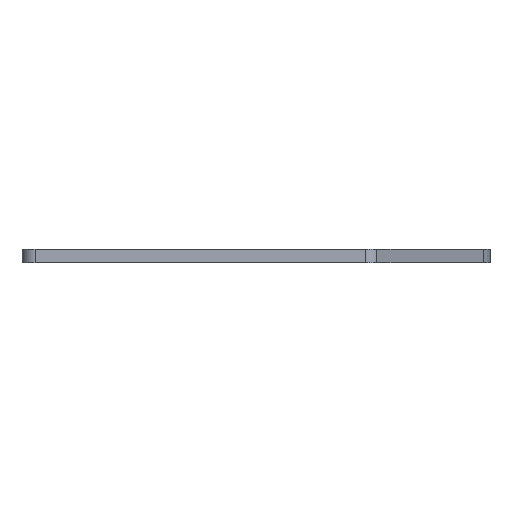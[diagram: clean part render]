
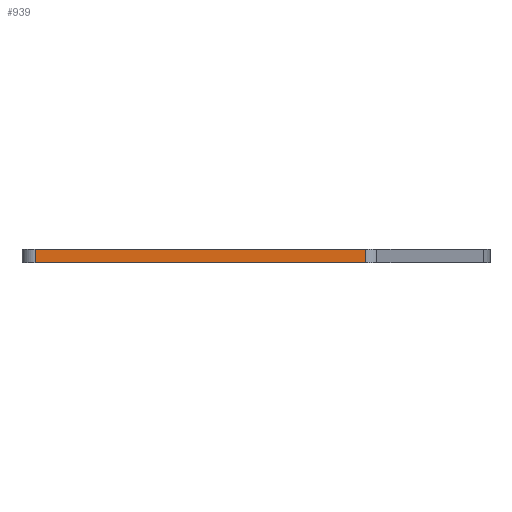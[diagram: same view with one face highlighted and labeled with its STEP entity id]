
A CAD part, front view. The second image highlights one B-rep face of the part: STEP entity #939.
In plain terms, the highlighted planar face has unit normal (0, -1, 0).
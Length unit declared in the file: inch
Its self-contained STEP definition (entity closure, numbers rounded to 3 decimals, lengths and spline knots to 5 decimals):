
#86 = DIRECTION ( 'NONE',  ( 0., 0., -1. ) ) ;
#126 = EDGE_CURVE ( 'NONE', #4928, #3288, #4333, .T. ) ;
#149 = VECTOR ( 'NONE', #3437, 39.37008 ) ;
#394 = VECTOR ( 'NONE', #1526, 39.37008 ) ;
#555 = EDGE_LOOP ( 'NONE', ( #736, #4108, #1983, #819 ) ) ;
#645 = VECTOR ( 'NONE', #86, 39.37008 ) ;
#679 = CARTESIAN_POINT ( 'NONE',  ( 3.5, 3.943, -0.25 ) ) ;
#697 = DIRECTION ( 'NONE',  ( 0., 0., -1. ) ) ;
#736 = ORIENTED_EDGE ( 'NONE', *, *, #1401, .T. ) ;
#738 = AXIS2_PLACEMENT_3D ( 'NONE', #679, #3523, #697 ) ;
#819 = ORIENTED_EDGE ( 'NONE', *, *, #4325, .T. ) ;
#939 = ADVANCED_FACE ( 'NONE', ( #1523 ), #5087, .T. ) ;
#1277 = LINE ( 'NONE', #3587, #645 ) ;
#1401 = EDGE_CURVE ( 'NONE', #5040, #5065, #1795, .T. ) ;
#1523 = FACE_OUTER_BOUND ( 'NONE', #555, .T. ) ;
#1526 = DIRECTION ( 'NONE',  ( 1., 0., 0. ) ) ;
#1594 = CARTESIAN_POINT ( 'NONE',  ( 10.09808, 3.943, -0.25 ) ) ;
#1795 = LINE ( 'NONE', #4946, #149 ) ;
#1930 = CARTESIAN_POINT ( 'NONE',  ( 3.5, 3.943, 0. ) ) ;
#1983 = ORIENTED_EDGE ( 'NONE', *, *, #126, .F. ) ;
#2045 = LINE ( 'NONE', #3688, #2800 ) ;
#2523 = DIRECTION ( 'NONE',  ( 0., 0., 1. ) ) ;
#2800 = VECTOR ( 'NONE', #2523, 39.37008 ) ;
#2991 = CARTESIAN_POINT ( 'NONE',  ( 3.75, 3.943, 0. ) ) ;
#3288 = VERTEX_POINT ( 'NONE', #4768 ) ;
#3437 = DIRECTION ( 'NONE',  ( 1., 0., 0. ) ) ;
#3523 = DIRECTION ( 'NONE',  ( 0., -1., 0. ) ) ;
#3587 = CARTESIAN_POINT ( 'NONE',  ( 3.75, 3.943, -0.25 ) ) ;
#3688 = CARTESIAN_POINT ( 'NONE',  ( 10.09808, 3.943, -0.25 ) ) ;
#4108 = ORIENTED_EDGE ( 'NONE', *, *, #4249, .T. ) ;
#4249 = EDGE_CURVE ( 'NONE', #5065, #3288, #2045, .T. ) ;
#4325 = EDGE_CURVE ( 'NONE', #4928, #5040, #1277, .T. ) ;
#4333 = LINE ( 'NONE', #1930, #394 ) ;
#4765 = CARTESIAN_POINT ( 'NONE',  ( 3.75, 3.943, -0.25 ) ) ;
#4768 = CARTESIAN_POINT ( 'NONE',  ( 10.09808, 3.943, 0. ) ) ;
#4928 = VERTEX_POINT ( 'NONE', #2991 ) ;
#4946 = CARTESIAN_POINT ( 'NONE',  ( 3.5, 3.943, -0.25 ) ) ;
#5040 = VERTEX_POINT ( 'NONE', #4765 ) ;
#5065 = VERTEX_POINT ( 'NONE', #1594 ) ;
#5087 = PLANE ( 'NONE',  #738 ) ;
